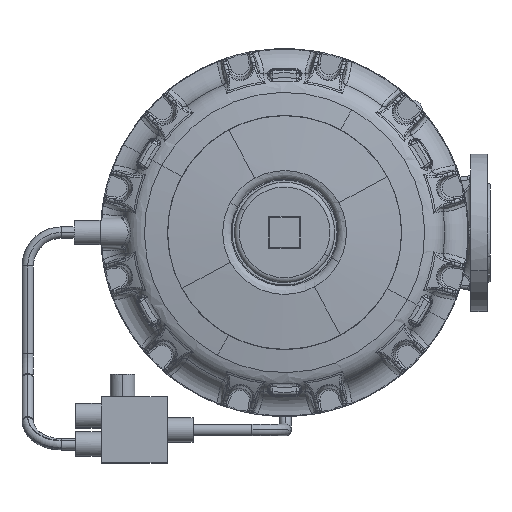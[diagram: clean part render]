
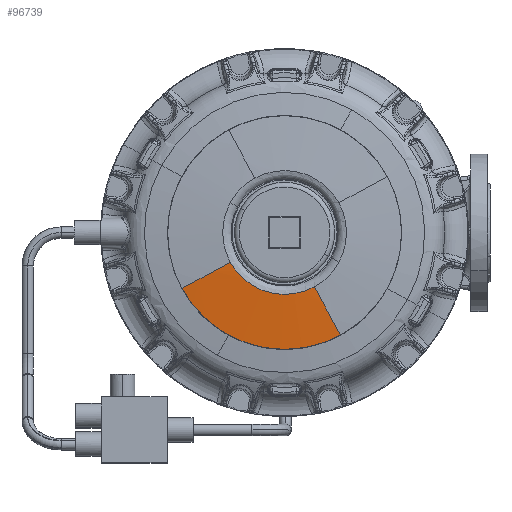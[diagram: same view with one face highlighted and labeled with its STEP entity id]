
A CAD part, top view. The second image highlights one B-rep face of the part: STEP entity #96739.
In plain terms, the highlighted spherical face has radius 1000 mm.
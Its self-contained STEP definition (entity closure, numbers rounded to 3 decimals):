
#90213=AXIS2_PLACEMENT_3D('Circle Axis2P3D',#90211,#90212,$) ;
#96684=AXIS2_PLACEMENT_3D('Circle Axis2P3D',#96682,#96683,$) ;
#96719=AXIS2_PLACEMENT_3D('Sphere Axis2P3D',#96716,#96717,#96718) ;
#96723=AXIS2_PLACEMENT_3D('Circle Axis2P3D',#96721,#96722,$) ;
#96730=AXIS2_PLACEMENT_3D('Circle Axis2P3D',#96728,#96729,$) ;
#90208=CARTESIAN_POINT('Vertex',(58.702,-107.454,227.476)) ;
#90211=CARTESIAN_POINT('Axis2P3D Location',(0.,0.,227.476)) ;
#90215=CARTESIAN_POINT('Vertex',(-107.454,-58.702,227.476)) ;
#96682=CARTESIAN_POINT('Axis2P3D Location',(0.,0.,-765.)) ;
#96686=CARTESIAN_POINT('Vertex',(31.059,-56.854,232.899)) ;
#96716=CARTESIAN_POINT('Axis2P3D Location',(0.,0.,-765.)) ;
#96721=CARTESIAN_POINT('Axis2P3D Location',(0.,0.,232.899)) ;
#96725=CARTESIAN_POINT('Vertex',(-56.854,-31.059,232.899)) ;
#96728=CARTESIAN_POINT('Axis2P3D Location',(0.,0.,-765.)) ;
#90212=DIRECTION('Axis2P3D Direction',(0.,0.,1.)) ;
#96683=DIRECTION('Axis2P3D Direction',(-0.878,-0.479,0.)) ;
#96717=DIRECTION('Axis2P3D Direction',(0.,0.,1.)) ;
#96718=DIRECTION('Axis2P3D XDirection',(-0.878,-0.479,0.)) ;
#96722=DIRECTION('Axis2P3D Direction',(0.,0.,1.)) ;
#96729=DIRECTION('Axis2P3D Direction',(-0.479,0.878,0.)) ;
#96734=ORIENTED_EDGE('',*,*,#96688,.T.) ;
#96735=ORIENTED_EDGE('',*,*,#96727,.T.) ;
#96736=ORIENTED_EDGE('',*,*,#96732,.T.) ;
#96737=ORIENTED_EDGE('',*,*,#90217,.T.) ;
#96739=ADVANCED_FACE('Hauptk\X2\00F6\X0\rper',(#96738),#96720,.T.) ;
#90214=CIRCLE('generated circle',#90213,122.443) ;
#96685=CIRCLE('generated circle',#96684,1000.) ;
#96724=CIRCLE('generated circle',#96723,64.785) ;
#96731=CIRCLE('generated circle',#96730,1000.) ;
#90217=EDGE_CURVE('',#90216,#90209,#90214,.T.) ;
#96688=EDGE_CURVE('',#90209,#96687,#96685,.T.) ;
#96727=EDGE_CURVE('',#96687,#96726,#96724,.F.) ;
#96732=EDGE_CURVE('',#96726,#90216,#96731,.F.) ;
#96733=EDGE_LOOP('',(#96734,#96735,#96736,#96737)) ;
#96738=FACE_OUTER_BOUND('',#96733,.T.) ;
#96720=SPHERICAL_SURFACE('',#96719,1000.) ;
#90209=VERTEX_POINT('',#90208) ;
#90216=VERTEX_POINT('',#90215) ;
#96687=VERTEX_POINT('',#96686) ;
#96726=VERTEX_POINT('',#96725) ;
